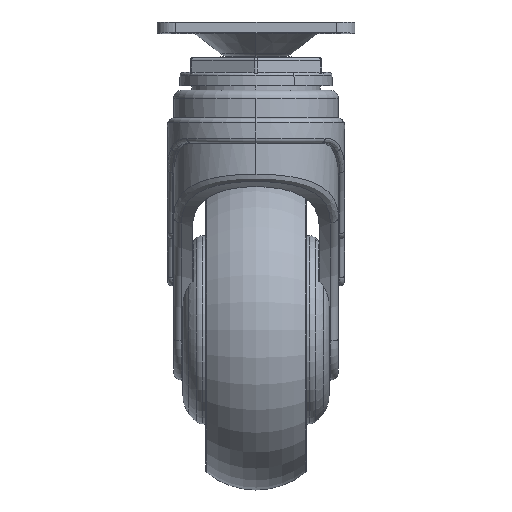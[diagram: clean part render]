
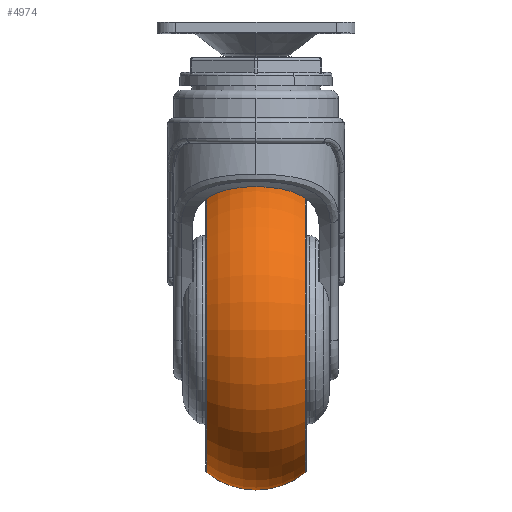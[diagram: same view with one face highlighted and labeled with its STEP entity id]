
A CAD part, top view. The second image highlights one B-rep face of the part: STEP entity #4974.
In plain terms, the highlighted toroidal (fillet/blend) face has major radius 26 mm and minor radius 25 mm.
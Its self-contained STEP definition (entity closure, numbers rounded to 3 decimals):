
#399 = CARTESIAN_POINT ( 'NONE',  ( 0., 26., 0. ) ) ;
#515 = ORIENTED_EDGE ( 'NONE', *, *, #3941, .T. ) ;
#703 = EDGE_CURVE ( 'NONE', #4560, #2915, #8682, .T. ) ;
#756 = CIRCLE ( 'NONE', #6238, 25. ) ;
#1095 = ORIENTED_EDGE ( 'NONE', *, *, #8797, .F. ) ;
#1134 = CARTESIAN_POINT ( 'NONE',  ( -15.623, 0., 0. ) ) ;
#1352 = CARTESIAN_POINT ( 'NONE',  ( -15.623, -45.517, 0. ) ) ;
#1562 = DIRECTION ( 'NONE',  ( -1., 0., 0. ) ) ;
#1754 = DIRECTION ( 'NONE',  ( 0., -1., 0. ) ) ;
#1963 = TOROIDAL_SURFACE ( 'NONE', #7436, 26., 25. ) ;
#2264 = DIRECTION ( 'NONE',  ( -1., 0., 0. ) ) ;
#2906 = AXIS2_PLACEMENT_3D ( 'NONE', #1134, #4126, #7118 ) ;
#2915 = VERTEX_POINT ( 'NONE', #6576 ) ;
#2934 = ORIENTED_EDGE ( 'NONE', *, *, #5604, .F. ) ;
#3392 = DIRECTION ( 'NONE',  ( 0., 0., 1. ) ) ;
#3614 = CIRCLE ( 'NONE', #9092, 25. ) ;
#3627 = EDGE_LOOP ( 'NONE', ( #5040, #515, #1095, #2934 ) ) ;
#3941 = EDGE_CURVE ( 'NONE', #2915, #6354, #3614, .T. ) ;
#4126 = DIRECTION ( 'NONE',  ( -1., 0., 0. ) ) ;
#4466 = AXIS2_PLACEMENT_3D ( 'NONE', #5481, #8464, #1754 ) ;
#4549 = DIRECTION ( 'NONE',  ( 0., -1., 0. ) ) ;
#4560 = VERTEX_POINT ( 'NONE', #6768 ) ;
#4974 = ADVANCED_FACE ( 'NONE', ( #9000 ), #1963, .T. ) ;
#5040 = ORIENTED_EDGE ( 'NONE', *, *, #703, .T. ) ;
#5269 = VERTEX_POINT ( 'NONE', #1352 ) ;
#5481 = CARTESIAN_POINT ( 'NONE',  ( 15.623, 0., 0. ) ) ;
#5604 = EDGE_CURVE ( 'NONE', #4560, #5269, #756, .T. ) ;
#5872 = CIRCLE ( 'NONE', #2906, 45.517 ) ;
#5997 = CARTESIAN_POINT ( 'NONE',  ( 0., -26., 0. ) ) ;
#6238 = AXIS2_PLACEMENT_3D ( 'NONE', #5997, #8975, #2264 ) ;
#6354 = VERTEX_POINT ( 'NONE', #9494 ) ;
#6382 = DIRECTION ( 'NONE',  ( 0., -1., 0. ) ) ;
#6576 = CARTESIAN_POINT ( 'NONE',  ( 15.623, 45.517, 0. ) ) ;
#6768 = CARTESIAN_POINT ( 'NONE',  ( 15.623, -45.517, 0. ) ) ;
#7118 = DIRECTION ( 'NONE',  ( 0., -1., 0. ) ) ;
#7436 = AXIS2_PLACEMENT_3D ( 'NONE', #8265, #1562, #4549 ) ;
#8265 = CARTESIAN_POINT ( 'NONE',  ( 0., 0., 0. ) ) ;
#8464 = DIRECTION ( 'NONE',  ( -1., 0., 0. ) ) ;
#8682 = CIRCLE ( 'NONE', #4466, 45.517 ) ;
#8797 = EDGE_CURVE ( 'NONE', #5269, #6354, #5872, .T. ) ;
#8975 = DIRECTION ( 'NONE',  ( 0., 0., -1. ) ) ;
#9000 = FACE_OUTER_BOUND ( 'NONE', #3627, .T. ) ;
#9092 = AXIS2_PLACEMENT_3D ( 'NONE', #399, #3392, #6382 ) ;
#9494 = CARTESIAN_POINT ( 'NONE',  ( -15.623, 45.517, 0. ) ) ;
